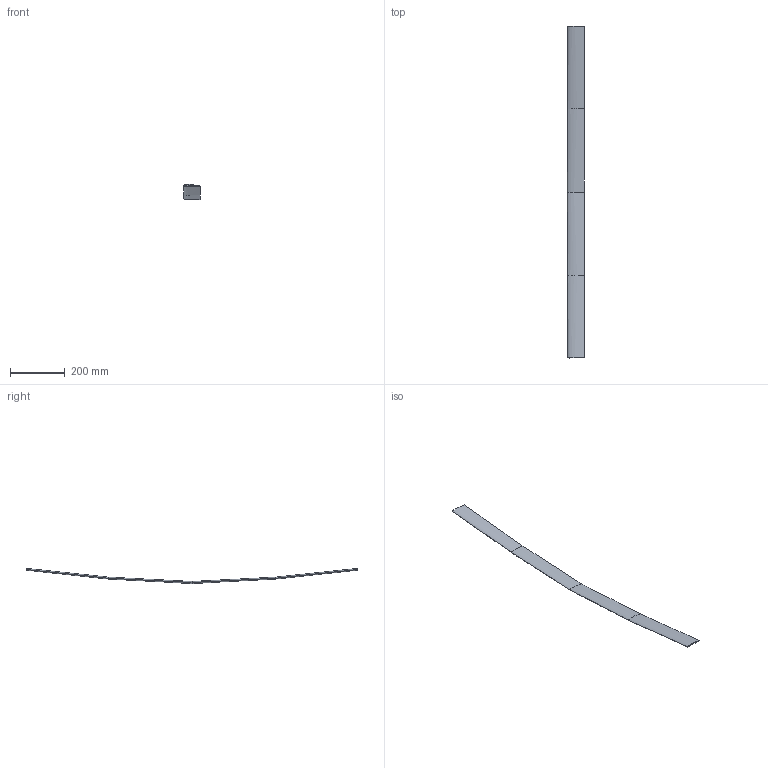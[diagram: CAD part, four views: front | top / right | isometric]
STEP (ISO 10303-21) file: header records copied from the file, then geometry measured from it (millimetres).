
FILE_DESCRIPTION((''),'1');
FILE_NAME('outfile.stp','2023-02-17T21:04:18',(''),(''),'','','');
FILE_SCHEMA(('CONFIG_CONTROL_DESIGN'));
Length unit declared in the file: foot
Bounding box: 62.56 x 1215.03 x 55.62 mm (x, y, z)
Volume: 384400.7 mm3; surface area: 146710.1 mm2
Topology: 1 solids, 3 shells, 10 faces, 20 edges, 14 vertices
Faces by surface type: plane 6, bspline 4
Entity records: 3204 total; most frequent: CARTESIAN_POINT 2966, VERTEX_POINT 40, ORIENTED_EDGE 36, B_SPLINE_CURVE_WITH_KNOTS 20, EDGE_CURVE 20, DIRECTION 16, EDGE_LOOP 10, FACE_OUTER_BOUND 10
